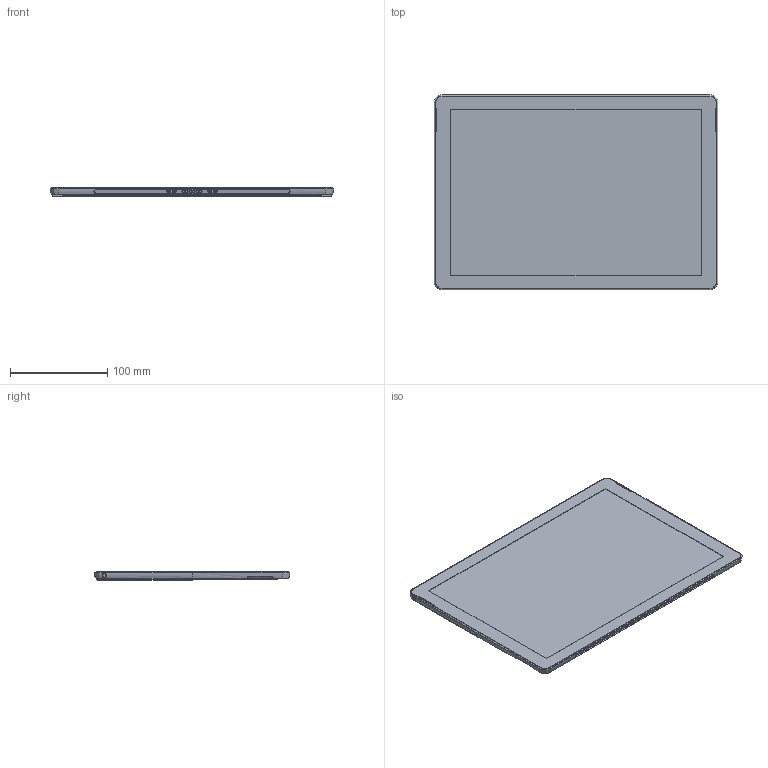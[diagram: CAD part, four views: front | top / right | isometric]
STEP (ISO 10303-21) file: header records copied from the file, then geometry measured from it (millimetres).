
FILE_DESCRIPTION (( 'STEP AP214' ), '1' );
FILE_NAME ('Surface pro 7.STEP', '2020-12-01T17:55:27', ( '' ), ( '' ), 'SwSTEP 2.0', 'SolidWorks 2020', '' );
FILE_SCHEMA (( 'AUTOMOTIVE_DESIGN' ));
Length unit declared in the file: millimetre
Products named in the file (1): Surface pro 7
Bounding box: 292 x 201.76 x 8.5 mm (x, y, z)
Volume: 439643.5 mm3; surface area: 128467.3 mm2
Topology: 1 solids, 1 shells, 360 faces, 863 edges, 534 vertices
Faces by surface type: plane 203, cylinder 84, bspline 59, cone 10, torus 4
Entity records: 11778 total; most frequent: CARTESIAN_POINT 3320, ORIENTED_EDGE 1726, DIRECTION 1468, EDGE_CURVE 863, VECTOR 552, LINE 552, VERTEX_POINT 534, AXIS2_PLACEMENT_3D 458
